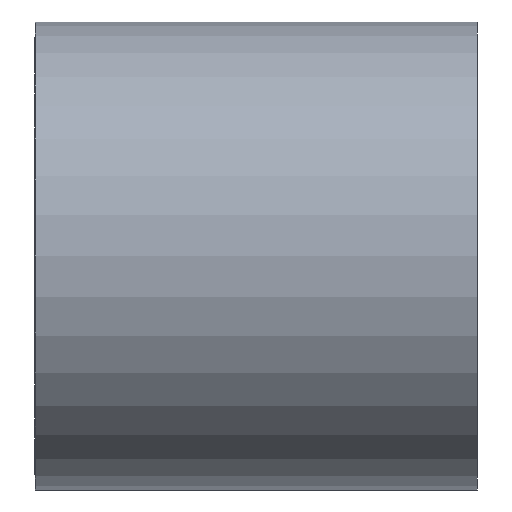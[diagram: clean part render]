
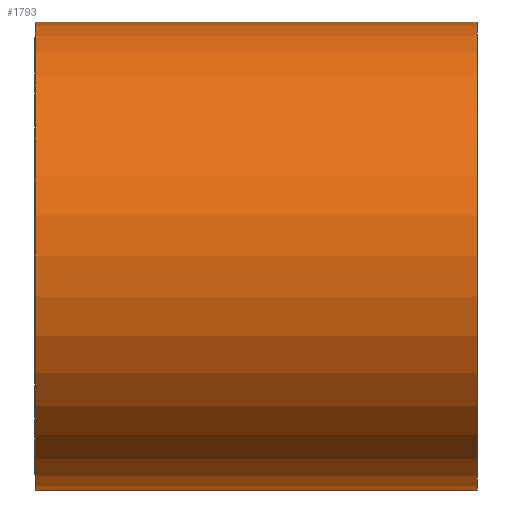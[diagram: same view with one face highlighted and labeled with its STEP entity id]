
A CAD part, left-side view. The second image highlights one B-rep face of the part: STEP entity #1793.
In plain terms, the highlighted cylindrical face has radius 9 mm (diameter 18 mm), a partial arc.
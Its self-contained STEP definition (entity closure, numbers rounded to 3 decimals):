
#112 = EDGE_LOOP ( 'NONE', ( #1977, #1981, #1982, #1979 ) ) ;
#169 = LINE ( 'NONE', #2376, #1525 ) ;
#170 = LINE ( 'NONE', #2384, #1528 ) ;
#277 = FACE_OUTER_BOUND ( 'NONE', #112, .T. ) ;
#278 = CYLINDRICAL_SURFACE ( 'NONE', #1340, 9. ) ;
#327 = EDGE_CURVE ( 'NONE', #874, #859, #1398, .T. ) ;
#329 = EDGE_CURVE ( 'NONE', #877, #838, #1423, .T. ) ;
#382 = EDGE_CURVE ( 'NONE', #838, #874, #169, .T. ) ;
#385 = EDGE_CURVE ( 'NONE', #877, #859, #170, .T. ) ;
#665 = CARTESIAN_POINT ( 'NONE',  ( 0., 13.586, 0. ) ) ;
#666 = DIRECTION ( 'NONE',  ( 0., 1., 0. ) ) ;
#667 = DIRECTION ( 'NONE',  ( 0., 0., 1. ) ) ;
#838 = VERTEX_POINT ( 'NONE', #1133 ) ;
#859 = VERTEX_POINT ( 'NONE', #1143 ) ;
#874 = VERTEX_POINT ( 'NONE', #1152 ) ;
#877 = VERTEX_POINT ( 'NONE', #1154 ) ;
#1133 = CARTESIAN_POINT ( 'NONE',  ( 0., -9.5, -9. ) ) ;
#1143 = CARTESIAN_POINT ( 'NONE',  ( 0., 7.5, 9. ) ) ;
#1152 = CARTESIAN_POINT ( 'NONE',  ( 0., 7.5, -9. ) ) ;
#1154 = CARTESIAN_POINT ( 'NONE',  ( 0., -9.5, 9. ) ) ;
#1340 = AXIS2_PLACEMENT_3D ( 'NONE', #665, #666, #667 ) ;
#1393 = AXIS2_PLACEMENT_3D ( 'NONE', #2063, #2064, #2065 ) ;
#1398 = CIRCLE ( 'NONE', #1393, 9. ) ;
#1414 = AXIS2_PLACEMENT_3D ( 'NONE', #2069, #2070, #2071 ) ;
#1423 = CIRCLE ( 'NONE', #1414, 9. ) ;
#1525 = VECTOR ( 'NONE', #2377, 1000. ) ;
#1528 = VECTOR ( 'NONE', #2385, 1000. ) ;
#1793 = ADVANCED_FACE ( 'NONE', ( #277 ), #278, .T. ) ;
#1977 = ORIENTED_EDGE ( 'NONE', *, *, #382, .F. ) ;
#1979 = ORIENTED_EDGE ( 'NONE', *, *, #327, .F. ) ;
#1981 = ORIENTED_EDGE ( 'NONE', *, *, #329, .F. ) ;
#1982 = ORIENTED_EDGE ( 'NONE', *, *, #385, .T. ) ;
#2063 = CARTESIAN_POINT ( 'NONE',  ( 0., 7.5, 0. ) ) ;
#2064 = DIRECTION ( 'NONE',  ( 0., 1., 0. ) ) ;
#2065 = DIRECTION ( 'NONE',  ( 0., 0., 1. ) ) ;
#2069 = CARTESIAN_POINT ( 'NONE',  ( 0., -9.5, 0. ) ) ;
#2070 = DIRECTION ( 'NONE',  ( 0., -1., 0. ) ) ;
#2071 = DIRECTION ( 'NONE',  ( 0., 0., -1. ) ) ;
#2376 = CARTESIAN_POINT ( 'NONE',  ( 0., 13.586, -9. ) ) ;
#2377 = DIRECTION ( 'NONE',  ( 0., 1., 0. ) ) ;
#2384 = CARTESIAN_POINT ( 'NONE',  ( 0., 13.586, 9. ) ) ;
#2385 = DIRECTION ( 'NONE',  ( 0., 1., 0. ) ) ;
